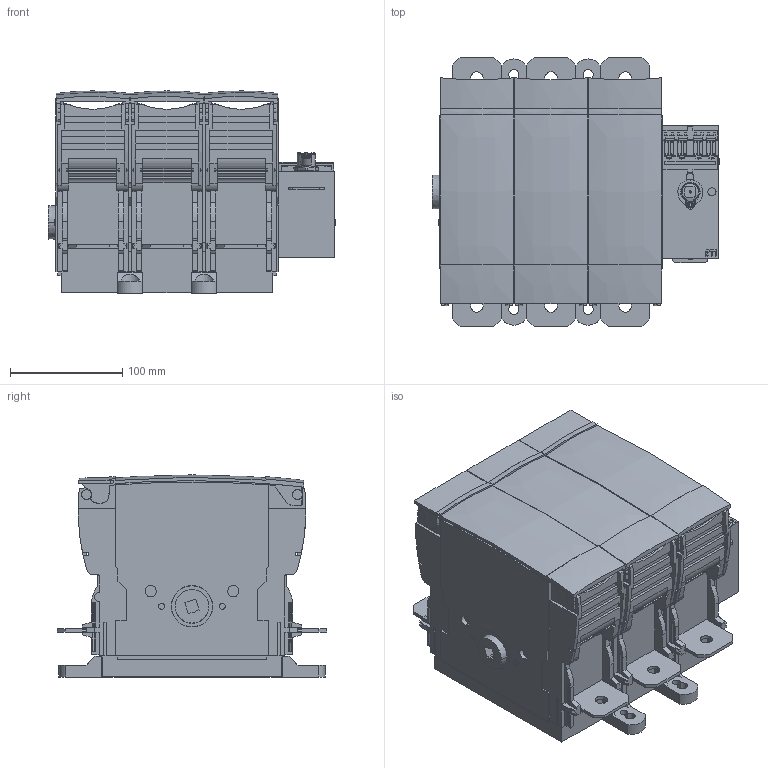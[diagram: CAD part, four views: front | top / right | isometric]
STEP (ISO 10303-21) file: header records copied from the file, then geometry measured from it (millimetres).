
FILE_DESCRIPTION((''),'2;1');
FILE_NAME('38313038_ASM','2021-09-28T',('marketing.praksa'),('Audax d.o.o.'),'CREO PARAMETRIC BY PTC INC, 2017480','CREO PARAMETRIC BY PTC INC, 2017480','');
FILE_SCHEMA(('AUTOMOTIVE_DESIGN { 1 0 10303 214 1 1 1 1 }'));
Products named in the file (8): 38313038_4; 38313038_3; 38313038_2; COPP; PRT9570; ALUMINIJA; PRT9571; 38313038_ASM
Assembly tree (7 placements, depth 2):
  38313038_ASM
    38313038_4
    38313038_3
    38313038_2
    COPP
    PRT9570
    ALUMINIJA
    PRT9571
Bounding box: 255.5 x 240 x 180 mm (x, y, z)
Volume: 6038421.7 mm3; surface area: 464272.3 mm2
Topology: 13 solids, 17 shells, 2116 faces, 6403 edges, 4347 vertices
Faces by surface type: plane 1554, cylinder 460, cone 52, bspline 37, torus 13
Entity records: 110962 total; most frequent: CARTESIAN_POINT 18346, ORIENTED_EDGE 12792, DIRECTION 11341, PRESENTATION_STYLE_ASSIGNMENT 8533, STYLED_ITEM 8533, CURVE_STYLE 6403, EDGE_CURVE 6403, VECTOR 4627
